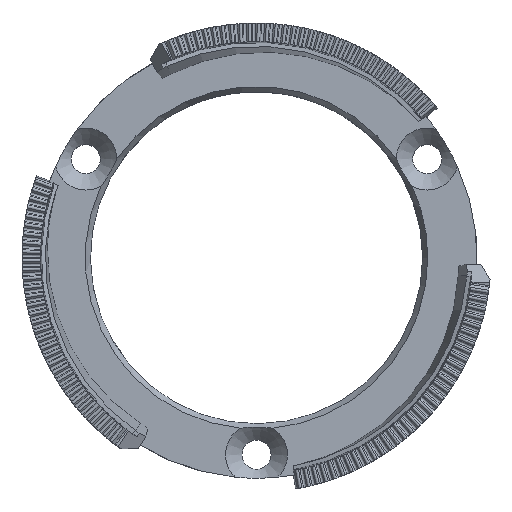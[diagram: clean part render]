
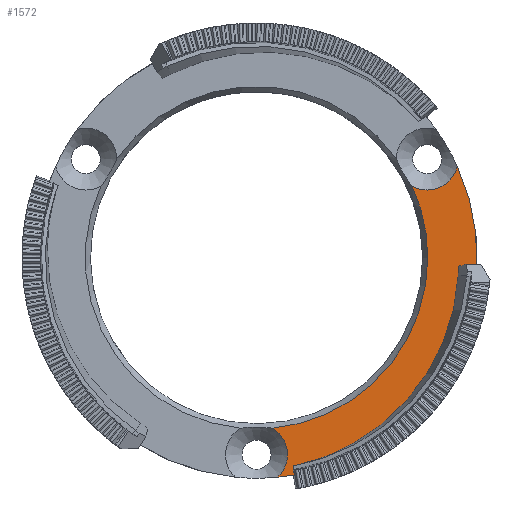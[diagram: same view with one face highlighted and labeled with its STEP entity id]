
A CAD part, top view. The second image highlights one B-rep face of the part: STEP entity #1572.
In plain terms, the highlighted planar face has unit normal (0, 0, 1).
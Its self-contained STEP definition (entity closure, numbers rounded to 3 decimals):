
#1572=ADVANCED_FACE('',(#3168),#3169,.T.);
#3168=FACE_OUTER_BOUND('',#5886,.T.);
#3169=PLANE('',#5887);
#5886=EDGE_LOOP('',(#11309,#11310,#11311,#11312,#11313,#11314,#11315,#11316,#11317,#11318,#11319,#11320));
#5887=AXIS2_PLACEMENT_3D('',#11321,#11322,#11323);
#11309=ORIENTED_EDGE('',*,*,#12505,.T.);
#11310=ORIENTED_EDGE('',*,*,#12511,.T.);
#11311=ORIENTED_EDGE('',*,*,#13514,.T.);
#11312=ORIENTED_EDGE('',*,*,#12465,.F.);
#11313=ORIENTED_EDGE('',*,*,#13434,.T.);
#11314=ORIENTED_EDGE('',*,*,#11648,.F.);
#11315=ORIENTED_EDGE('',*,*,#13525,.T.);
#11316=ORIENTED_EDGE('',*,*,#12216,.T.);
#11317=ORIENTED_EDGE('',*,*,#13431,.F.);
#11318=ORIENTED_EDGE('',*,*,#12832,.F.);
#11319=ORIENTED_EDGE('',*,*,#12268,.F.);
#11320=ORIENTED_EDGE('',*,*,#12461,.F.);
#11321=CARTESIAN_POINT('',(0.,0.0,2.0));
#11322=DIRECTION('',(0.0,0.0,1.0));
#11323=DIRECTION('',(-1.0,0.0,0.0));
#11648=EDGE_CURVE('',#13922,#13924,#13925,.T.);
#12216=EDGE_CURVE('',#14934,#14935,#14936,.T.);
#12268=EDGE_CURVE('',#15015,#15006,#15017,.F.);
#12461=EDGE_CURVE('',#15306,#15015,#15308,.T.);
#12465=EDGE_CURVE('',#15312,#15314,#15315,.T.);
#12505=EDGE_CURVE('',#15306,#15384,#15386,.F.);
#12511=EDGE_CURVE('',#15384,#15394,#15396,.F.);
#12832=EDGE_CURVE('',#15006,#15773,#15774,.T.);
#13431=EDGE_CURVE('',#15773,#14935,#16541,.T.);
#13434=EDGE_CURVE('',#15312,#13924,#16544,.T.);
#13514=EDGE_CURVE('',#15394,#15314,#16656,.F.);
#13525=EDGE_CURVE('',#13922,#14934,#16667,.T.);
#13922=VERTEX_POINT('',#17884);
#13924=VERTEX_POINT('',#17889);
#13925=B_SPLINE_CURVE_WITH_KNOTS('',3,(#17890,#17891,#17892,#17893),.UNSPECIFIED.,.F.,.F.,(4,4),(0.0,0.),.UNSPECIFIED.);
#14934=VERTEX_POINT('',#20781);
#14935=VERTEX_POINT('',#20782);
#14936=CIRCLE('',#20783,22.5);
#15006=VERTEX_POINT('',#20994);
#15015=VERTEX_POINT('',#21009);
#15017=LINE('',#21011,#21012);
#15306=VERTEX_POINT('',#21640);
#15308=CIRCLE('',#21655,23.5);
#15312=VERTEX_POINT('',#21659);
#15314=VERTEX_POINT('',#21661);
#15315=CIRCLE('',#21662,23.5);
#15384=VERTEX_POINT('',#21880);
#15386=CIRCLE('',#21889,3.3);
#15394=VERTEX_POINT('',#21904);
#15396=CIRCLE('',#21913,18.25);
#15773=VERTEX_POINT('',#22609);
#15774=CIRCLE('',#22610,21.577);
#16541=B_SPLINE_CURVE_WITH_KNOTS('',3,(#24423,#24424,#24425,#24426,#24427,#24428,#24429,#24430,#24431,#24432,#24433,#24434,#24435,#24436,#24437,#24438,#24439,#24440,#24441,#24442,#24443,#24444,#24445,#24446),.UNSPECIFIED.,.F.,.F.,(4,2,2,2,2,2,2,2,2,2,2,4),(0.001,0.005,0.006,0.008,0.011,0.013,0.015,0.018,0.022,0.023,0.025,0.029),.UNSPECIFIED.);
#16544=LINE('',#24452,#24453);
#16656=CIRCLE('',#24581,3.3);
#16667=LINE('',#24595,#24596);
#17884=CARTESIAN_POINT('',(3.987,-22.609,2.0));
#17889=CARTESIAN_POINT('',(3.925,-22.62,2.0));
#17890=CARTESIAN_POINT('',(3.987,-22.609,2.0));
#17891=CARTESIAN_POINT('',(3.966,-22.613,2.0));
#17892=CARTESIAN_POINT('',(3.946,-22.617,2.0));
#17893=CARTESIAN_POINT('',(3.925,-22.62,2.0));
#20781=CARTESIAN_POINT('',(3.907,-22.158,2.0));
#20782=CARTESIAN_POINT('',(5.257,-21.877,2.0));
#20783=AXIS2_PLACEMENT_3D('',#24754,#24755,#24756);
#20994=CARTESIAN_POINT('',(21.557,-0.92,2.));
#21009=CARTESIAN_POINT('',(23.48,-0.97,2.0));
#21011=CARTESIAN_POINT('',(14.848,-0.744,2.0));
#21012=VECTOR('',#24777,1.0);
#21640=CARTESIAN_POINT('',(21.394,9.724,2.0));
#21655=AXIS2_PLACEMENT_3D('',#24878,#24879,#24880);
#21659=CARTESIAN_POINT('',(4.019,-23.154,2.0));
#21661=CARTESIAN_POINT('',(2.276,-23.39,2.0));
#21662=AXIS2_PLACEMENT_3D('',#24890,#24891,#24892);
#21880=CARTESIAN_POINT('',(16.586,7.614,2.0));
#21889=AXIS2_PLACEMENT_3D('',#24944,#24945,#24946);
#21904=CARTESIAN_POINT('',(1.699,-18.171,2.0));
#21913=AXIS2_PLACEMENT_3D('',#24953,#24954,#24955);
#22609=CARTESIAN_POINT('',(21.495,-1.881,2.));
#22610=AXIS2_PLACEMENT_3D('',#25140,#25141,#25142);
#24423=CARTESIAN_POINT('',(21.495,-1.881,2.0));
#24424=CARTESIAN_POINT('',(21.433,-3.027,2.0));
#24425=CARTESIAN_POINT('',(21.281,-4.159,2.0));
#24426=CARTESIAN_POINT('',(20.92,-5.833,2.0));
#24427=CARTESIAN_POINT('',(20.777,-6.388,2.0));
#24428=CARTESIAN_POINT('',(20.447,-7.489,2.0));
#24429=CARTESIAN_POINT('',(20.259,-8.038,2.0));
#24430=CARTESIAN_POINT('',(19.633,-9.647,2.0));
#24431=CARTESIAN_POINT('',(19.136,-10.676,2.0));
#24432=CARTESIAN_POINT('',(18.275,-12.156,2.0));
#24433=CARTESIAN_POINT('',(17.968,-12.638,2.0));
#24434=CARTESIAN_POINT('',(17.315,-13.581,2.0));
#24435=CARTESIAN_POINT('',(16.967,-14.044,2.0));
#24436=CARTESIAN_POINT('',(15.873,-15.386,2.0));
#24437=CARTESIAN_POINT('',(15.083,-16.212,2.0));
#24438=CARTESIAN_POINT('',(13.385,-17.737,2.0));
#24439=CARTESIAN_POINT('',(12.477,-18.434,2.0));
#24440=CARTESIAN_POINT('',(11.024,-19.379,2.0));
#24441=CARTESIAN_POINT('',(10.528,-19.674,2.0));
#24442=CARTESIAN_POINT('',(9.522,-20.224,2.0));
#24443=CARTESIAN_POINT('',(9.009,-20.478,2.0));
#24444=CARTESIAN_POINT('',(7.446,-21.181,2.0));
#24445=CARTESIAN_POINT('',(6.369,-21.57,2.0));
#24446=CARTESIAN_POINT('',(5.257,-21.877,2.0));
#24452=CARTESIAN_POINT('',(-3.386,18.842,2.0));
#24453=VECTOR('',#25305,1.0);
#24581=AXIS2_PLACEMENT_3D('',#25430,#25431,#25432);
#24595=CARTESIAN_POINT('',(4.102,-23.266,2.0));
#24596=VECTOR('',#25436,1.0);
#24754=CARTESIAN_POINT('',(0.,0.,2.0));
#24755=DIRECTION('',(0.0,0.0,1.0));
#24756=DIRECTION('',(-1.0,0.0,0.0));
#24777=DIRECTION('',(1.,-0.026,0.0));
#24878=CARTESIAN_POINT('',(0.,0.0,2.0));
#24879=DIRECTION('',(0.0,0.0,-1.0));
#24880=DIRECTION('',(-1.0,0.0,0.0));
#24890=CARTESIAN_POINT('',(0.,0.0,2.0));
#24891=DIRECTION('',(0.0,0.0,-1.0));
#24892=DIRECTION('',(-1.0,0.0,0.0));
#24944=CARTESIAN_POINT('',(18.187,10.5,2.0));
#24945=DIRECTION('',(0.0,0.0,1.0));
#24946=DIRECTION('',(1.0,0.0,0.0));
#24953=CARTESIAN_POINT('',(0.0,0.0,2.0));
#24954=DIRECTION('',(0.0,0.0,1.0));
#24955=DIRECTION('',(1.0,0.0,0.0));
#25140=CARTESIAN_POINT('',(0.0,0.0,2.));
#25141=DIRECTION('',(0.0,0.0,-1.0));
#25142=DIRECTION('',(0.5,-0.866,0.0));
#25305=DIRECTION('',(-0.174,0.985,0.0));
#25430=CARTESIAN_POINT('',(0.,-21.0,2.0));
#25431=DIRECTION('',(0.0,0.0,1.0));
#25432=DIRECTION('',(1.0,0.0,0.0));
#25436=DIRECTION('',(-0.174,0.985,0.0));
